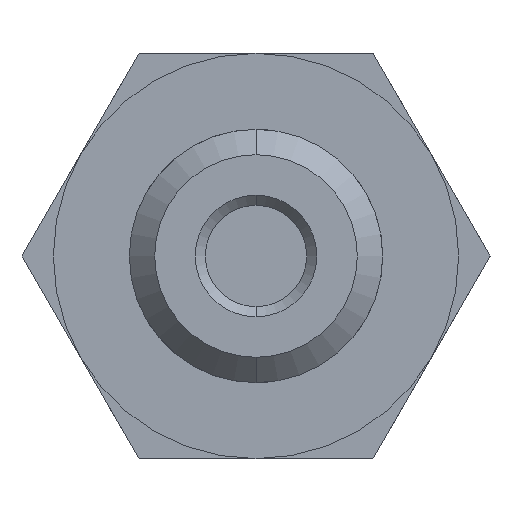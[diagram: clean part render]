
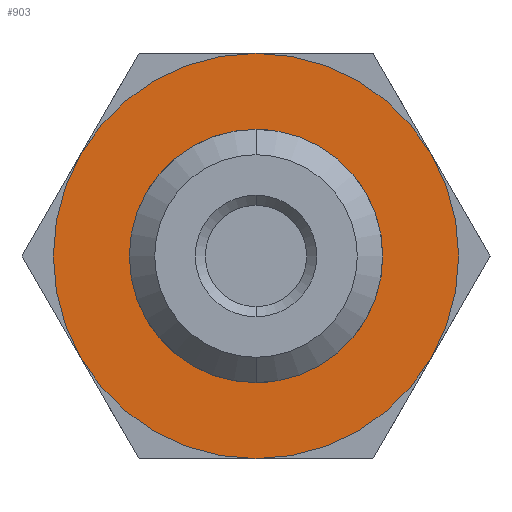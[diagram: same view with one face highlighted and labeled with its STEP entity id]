
A CAD part, front view. The second image highlights one B-rep face of the part: STEP entity #903.
In plain terms, the highlighted planar face has unit normal (0, -1, 0).
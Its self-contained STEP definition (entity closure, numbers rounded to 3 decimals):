
#524 = VERTEX_POINT ( 'NONE', #1725 ) ;
#551 = VERTEX_POINT ( 'NONE', #1781 ) ;
#553 = EDGE_CURVE ( 'NONE', #524, #551, #1780, .T. ) ;
#555 = EDGE_CURVE ( 'NONE', #560, #581, #1775, .T. ) ;
#557 = EDGE_CURVE ( 'NONE', #590, #524, #1770, .T. ) ;
#560 = VERTEX_POINT ( 'NONE', #1766 ) ;
#568 = EDGE_CURVE ( 'NONE', #940, #931, #1998, .T. ) ;
#574 = VERTEX_POINT ( 'NONE', #1872 ) ;
#581 = VERTEX_POINT ( 'NONE', #1943 ) ;
#590 = VERTEX_POINT ( 'NONE', #2059 ) ;
#592 = VERTEX_POINT ( 'NONE', #2058 ) ;
#595 = EDGE_CURVE ( 'NONE', #596, #620, #1874, .T. ) ;
#596 = VERTEX_POINT ( 'NONE', #1899 ) ;
#598 = EDGE_CURVE ( 'NONE', #592, #590, #1897, .T. ) ;
#609 = EDGE_CURVE ( 'NONE', #581, #560, #2077, .T. ) ;
#620 = VERTEX_POINT ( 'NONE', #2063 ) ;
#621 = EDGE_CURVE ( 'NONE', #931, #574, #2062, .T. ) ;
#839 = ORIENTED_EDGE ( 'NONE', *, *, #553, .T. ) ;
#840 = ORIENTED_EDGE ( 'NONE', *, *, #856, .T. ) ;
#841 = ORIENTED_EDGE ( 'NONE', *, *, #595, .T. ) ;
#842 = ORIENTED_EDGE ( 'NONE', *, *, #863, .T. ) ;
#843 = ORIENTED_EDGE ( 'NONE', *, *, #849, .T. ) ;
#844 = ORIENTED_EDGE ( 'NONE', *, *, #568, .T. ) ;
#845 = EDGE_CURVE ( 'NONE', #937, #947, #2532, .T. ) ;
#847 = EDGE_LOOP ( 'NONE', ( #904, #905, #896, #897, #839, #840, #841, #842, #843, #844, #898, #899, #900, #901 ) ) ;
#849 = EDGE_CURVE ( 'NONE', #925, #940, #2528, .T. ) ;
#853 = EDGE_CURVE ( 'NONE', #917, #869, #2517, .T. ) ;
#856 = EDGE_CURVE ( 'NONE', #551, #596, #2485, .T. ) ;
#858 = EDGE_CURVE ( 'NONE', #574, #917, #2481, .T. ) ;
#863 = EDGE_CURVE ( 'NONE', #620, #925, #2501, .T. ) ;
#869 = VERTEX_POINT ( 'NONE', #2413 ) ;
#880 = ORIENTED_EDGE ( 'NONE', *, *, #609, .T. ) ;
#881 = ORIENTED_EDGE ( 'NONE', *, *, #555, .T. ) ;
#896 = ORIENTED_EDGE ( 'NONE', *, *, #598, .T. ) ;
#897 = ORIENTED_EDGE ( 'NONE', *, *, #557, .T. ) ;
#898 = ORIENTED_EDGE ( 'NONE', *, *, #621, .T. ) ;
#899 = ORIENTED_EDGE ( 'NONE', *, *, #858, .T. ) ;
#900 = ORIENTED_EDGE ( 'NONE', *, *, #853, .T. ) ;
#901 = ORIENTED_EDGE ( 'NONE', *, *, #927, .T. ) ;
#902 = EDGE_LOOP ( 'NONE', ( #880, #881 ) ) ;
#903 = ADVANCED_FACE ( 'NONE', ( #2540, #2539 ), #2538, .T. ) ;
#904 = ORIENTED_EDGE ( 'NONE', *, *, #845, .T. ) ;
#905 = ORIENTED_EDGE ( 'NONE', *, *, #946, .T. ) ;
#917 = VERTEX_POINT ( 'NONE', #2552 ) ;
#925 = VERTEX_POINT ( 'NONE', #2665 ) ;
#927 = EDGE_CURVE ( 'NONE', #869, #937, #2664, .T. ) ;
#931 = VERTEX_POINT ( 'NONE', #2649 ) ;
#937 = VERTEX_POINT ( 'NONE', #2644 ) ;
#940 = VERTEX_POINT ( 'NONE', #2641 ) ;
#946 = EDGE_CURVE ( 'NONE', #947, #592, #2636, .T. ) ;
#947 = VERTEX_POINT ( 'NONE', #2631 ) ;
#1725 = CARTESIAN_POINT ( 'NONE',  ( -1.971, 4., -0.86 ) ) ;
#1766 = CARTESIAN_POINT ( 'NONE',  ( 0., 4., 4. ) ) ;
#1767 = DIRECTION ( 'NONE',  ( 0.917, 0., 0.4 ) ) ;
#1768 = VECTOR ( 'NONE', #1767, 1000. ) ;
#1769 = CARTESIAN_POINT ( 'NONE',  ( -2.291, 4., -1. ) ) ;
#1770 = LINE ( 'NONE', #1769, #1768 ) ;
#1771 = DIRECTION ( 'NONE',  ( 0., 0., -1. ) ) ;
#1772 = DIRECTION ( 'NONE',  ( 0., -1., 0. ) ) ;
#1773 = CARTESIAN_POINT ( 'NONE',  ( 0., 4., 0. ) ) ;
#1774 = AXIS2_PLACEMENT_3D ( 'NONE', #1773, #1772, #1771 ) ;
#1775 = CIRCLE ( 'NONE', #1774, 4. ) ;
#1776 = DIRECTION ( 'NONE',  ( 0., 0., -1. ) ) ;
#1777 = DIRECTION ( 'NONE',  ( 0., 1., 0. ) ) ;
#1778 = CARTESIAN_POINT ( 'NONE',  ( 0., 4., 0. ) ) ;
#1779 = AXIS2_PLACEMENT_3D ( 'NONE', #1778, #1777, #1776 ) ;
#1780 = CIRCLE ( 'NONE', #1779, 2.15 ) ;
#1781 = CARTESIAN_POINT ( 'NONE',  ( -1.971, 4., 0.86 ) ) ;
#1872 = CARTESIAN_POINT ( 'NONE',  ( 2.012, 4., 1.484 ) ) ;
#1873 = AXIS2_PLACEMENT_3D ( 'NONE', #1902, #1901, #1900 ) ;
#1874 = CIRCLE ( 'NONE', #1873, 2.5 ) ;
#1878 = DIRECTION ( 'NONE',  ( 0., 0., -1. ) ) ;
#1879 = DIRECTION ( 'NONE',  ( 0., 1., 0. ) ) ;
#1894 = AXIS2_PLACEMENT_3D ( 'NONE', #1945, #1879, #1878 ) ;
#1896 = AXIS2_PLACEMENT_3D ( 'NONE', #1971, #1970, #1969 ) ;
#1897 = CIRCLE ( 'NONE', #1896, 2.5 ) ;
#1899 = CARTESIAN_POINT ( 'NONE',  ( -2.291, 4., 1. ) ) ;
#1900 = DIRECTION ( 'NONE',  ( 0., 0., -1. ) ) ;
#1901 = DIRECTION ( 'NONE',  ( 0., 1., 0. ) ) ;
#1902 = CARTESIAN_POINT ( 'NONE',  ( 0., 4., 0. ) ) ;
#1943 = CARTESIAN_POINT ( 'NONE',  ( 0., 4., -4. ) ) ;
#1945 = CARTESIAN_POINT ( 'NONE',  ( 0., 4., 0. ) ) ;
#1969 = DIRECTION ( 'NONE',  ( 0., 0., -1. ) ) ;
#1970 = DIRECTION ( 'NONE',  ( 0., 1., 0. ) ) ;
#1971 = CARTESIAN_POINT ( 'NONE',  ( 0., 4., 0. ) ) ;
#1994 = DIRECTION ( 'NONE',  ( 0.805, 0., 0.594 ) ) ;
#1995 = VECTOR ( 'NONE', #1994, 1000. ) ;
#1996 = CARTESIAN_POINT ( 'NONE',  ( 1.73, 4., 1.277 ) ) ;
#1998 = CIRCLE ( 'NONE', #1894, 2.15 ) ;
#2058 = CARTESIAN_POINT ( 'NONE',  ( 0., 4., -2.5 ) ) ;
#2059 = CARTESIAN_POINT ( 'NONE',  ( -2.291, 4., -1. ) ) ;
#2062 = LINE ( 'NONE', #1996, #1995 ) ;
#2063 = CARTESIAN_POINT ( 'NONE',  ( 0., 4., 2.5 ) ) ;
#2074 = DIRECTION ( 'NONE',  ( 0., 0., -1. ) ) ;
#2075 = DIRECTION ( 'NONE',  ( 0., -1., 0. ) ) ;
#2076 = AXIS2_PLACEMENT_3D ( 'NONE', #2083, #2075, #2074 ) ;
#2077 = CIRCLE ( 'NONE', #2076, 4. ) ;
#2083 = CARTESIAN_POINT ( 'NONE',  ( 0., 4., 0. ) ) ;
#2413 = CARTESIAN_POINT ( 'NONE',  ( 1.73, 4., -1.277 ) ) ;
#2461 = DIRECTION ( 'NONE',  ( 0., 0., -1. ) ) ;
#2462 = DIRECTION ( 'NONE',  ( 0., -1., 0. ) ) ;
#2463 = CARTESIAN_POINT ( 'NONE',  ( 2.5, 4., 0. ) ) ;
#2481 = CIRCLE ( 'NONE', #2506, 2.5 ) ;
#2482 = DIRECTION ( 'NONE',  ( -0.917, 0., 0.4 ) ) ;
#2483 = VECTOR ( 'NONE', #2482, 1000. ) ;
#2484 = CARTESIAN_POINT ( 'NONE',  ( -1.971, 4., 0.86 ) ) ;
#2485 = LINE ( 'NONE', #2484, #2483 ) ;
#2494 = DIRECTION ( 'NONE',  ( -0.112, 0., -0.994 ) ) ;
#2495 = VECTOR ( 'NONE', #2494, 1000. ) ;
#2496 = CARTESIAN_POINT ( 'NONE',  ( 0.28, 4., 2.484 ) ) ;
#2497 = DIRECTION ( 'NONE',  ( 0., 0., -1. ) ) ;
#2498 = DIRECTION ( 'NONE',  ( 0., 1., 0. ) ) ;
#2499 = CARTESIAN_POINT ( 'NONE',  ( 0., 4., 0. ) ) ;
#2500 = AXIS2_PLACEMENT_3D ( 'NONE', #2499, #2498, #2497 ) ;
#2501 = CIRCLE ( 'NONE', #2500, 2.5 ) ;
#2503 = DIRECTION ( 'NONE',  ( 0., 0., -1. ) ) ;
#2504 = DIRECTION ( 'NONE',  ( 0., 1., 0. ) ) ;
#2505 = CARTESIAN_POINT ( 'NONE',  ( 0., 4., 0. ) ) ;
#2506 = AXIS2_PLACEMENT_3D ( 'NONE', #2505, #2504, #2503 ) ;
#2514 = DIRECTION ( 'NONE',  ( -0.805, 0., 0.594 ) ) ;
#2515 = VECTOR ( 'NONE', #2514, 1000. ) ;
#2516 = CARTESIAN_POINT ( 'NONE',  ( 2.012, 4., -1.484 ) ) ;
#2517 = LINE ( 'NONE', #2516, #2515 ) ;
#2528 = LINE ( 'NONE', #2496, #2495 ) ;
#2529 = DIRECTION ( 'NONE',  ( 0.112, 0., -0.994 ) ) ;
#2530 = VECTOR ( 'NONE', #2529, 1000. ) ;
#2531 = CARTESIAN_POINT ( 'NONE',  ( 0.24, 4., -2.137 ) ) ;
#2532 = LINE ( 'NONE', #2531, #2530 ) ;
#2537 = AXIS2_PLACEMENT_3D ( 'NONE', #2463, #2462, #2461 ) ;
#2538 = PLANE ( 'NONE',  #2537 ) ;
#2539 = FACE_OUTER_BOUND ( 'NONE', #902, .T. ) ;
#2540 = FACE_BOUND ( 'NONE', #847, .T. ) ;
#2552 = CARTESIAN_POINT ( 'NONE',  ( 2.012, 4., -1.484 ) ) ;
#2631 = CARTESIAN_POINT ( 'NONE',  ( 0.28, 4., -2.484 ) ) ;
#2632 = DIRECTION ( 'NONE',  ( 0., 0., -1. ) ) ;
#2633 = DIRECTION ( 'NONE',  ( 0., 1., 0. ) ) ;
#2634 = CARTESIAN_POINT ( 'NONE',  ( 0., 4., 0. ) ) ;
#2635 = AXIS2_PLACEMENT_3D ( 'NONE', #2634, #2633, #2632 ) ;
#2636 = CIRCLE ( 'NONE', #2635, 2.5 ) ;
#2641 = CARTESIAN_POINT ( 'NONE',  ( 0.24, 4., 2.137 ) ) ;
#2644 = CARTESIAN_POINT ( 'NONE',  ( 0.24, 4., -2.137 ) ) ;
#2649 = CARTESIAN_POINT ( 'NONE',  ( 1.73, 4., 1.277 ) ) ;
#2660 = DIRECTION ( 'NONE',  ( 0., 0., -1. ) ) ;
#2661 = DIRECTION ( 'NONE',  ( 0., 1., 0. ) ) ;
#2662 = CARTESIAN_POINT ( 'NONE',  ( 0., 4., 0. ) ) ;
#2663 = AXIS2_PLACEMENT_3D ( 'NONE', #2662, #2661, #2660 ) ;
#2664 = CIRCLE ( 'NONE', #2663, 2.15 ) ;
#2665 = CARTESIAN_POINT ( 'NONE',  ( 0.28, 4., 2.484 ) ) ;
